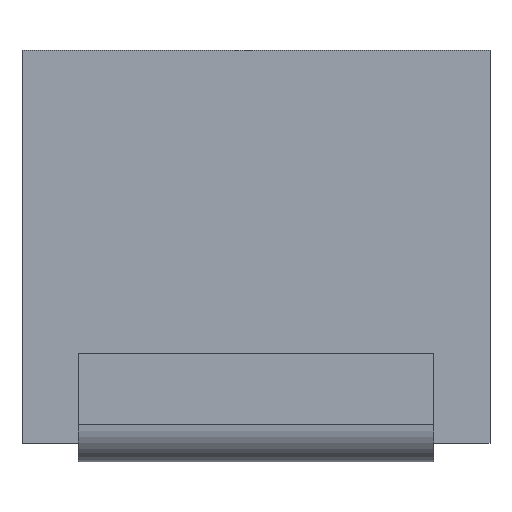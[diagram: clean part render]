
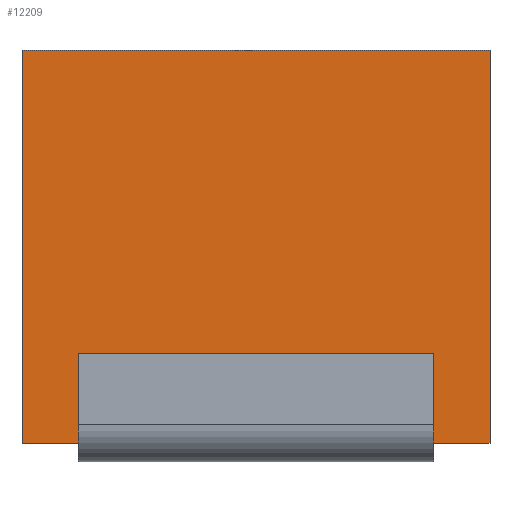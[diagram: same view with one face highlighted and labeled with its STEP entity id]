
A CAD part, left-side view. The second image highlights one B-rep face of the part: STEP entity #12209.
In plain terms, the highlighted planar face has unit normal (-1, 0, 0).
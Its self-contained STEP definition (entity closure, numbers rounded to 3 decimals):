
#265 = CARTESIAN_POINT ( 'NONE',  ( -1.4, 0.95, 0.12 ) ) ;
#271 = CARTESIAN_POINT ( 'NONE',  ( -1.4, 1.25, 0.02 ) ) ;
#359 = LINE ( 'NONE', #573, #3690 ) ;
#439 = CARTESIAN_POINT ( 'NONE',  ( -1.4, -0.95, 0.5 ) ) ;
#573 = CARTESIAN_POINT ( 'NONE',  ( -1.4, -1.25, 2.12 ) ) ;
#792 = DIRECTION ( 'NONE',  ( 0., 1., 0. ) ) ;
#928 = VERTEX_POINT ( 'NONE', #13145 ) ;
#1048 = ORIENTED_EDGE ( 'NONE', *, *, #6330, .T. ) ;
#1230 = VERTEX_POINT ( 'NONE', #265 ) ;
#1561 = CARTESIAN_POINT ( 'NONE',  ( -1.4, -1.25, 0.02 ) ) ;
#1737 = ORIENTED_EDGE ( 'NONE', *, *, #5064, .F. ) ;
#1814 = ORIENTED_EDGE ( 'NONE', *, *, #9416, .F. ) ;
#1901 = DIRECTION ( 'NONE',  ( 0., -1., 0. ) ) ;
#2246 = VECTOR ( 'NONE', #4669, 1000. ) ;
#2294 = VECTOR ( 'NONE', #7728, 1000. ) ;
#2295 = VERTEX_POINT ( 'NONE', #8840 ) ;
#2681 = EDGE_CURVE ( 'NONE', #928, #13675, #7950, .T. ) ;
#2741 = VECTOR ( 'NONE', #11528, 1000. ) ;
#2843 = CARTESIAN_POINT ( 'NONE',  ( -1.4, -1.25, 0.02 ) ) ;
#2856 = DIRECTION ( 'NONE',  ( 1., 0., 0. ) ) ;
#2894 = LINE ( 'NONE', #6067, #8499 ) ;
#3313 = CARTESIAN_POINT ( 'NONE',  ( -1.4, -0.95, 0.5 ) ) ;
#3690 = VECTOR ( 'NONE', #7094, 1000. ) ;
#3770 = EDGE_CURVE ( 'NONE', #4032, #1230, #11749, .T. ) ;
#3993 = EDGE_LOOP ( 'NONE', ( #11974, #8482, #12643, #14257, #1048, #1737, #10859, #6293, #6009, #1814 ) ) ;
#4032 = VERTEX_POINT ( 'NONE', #12236 ) ;
#4173 = VERTEX_POINT ( 'NONE', #1561 ) ;
#4432 = VERTEX_POINT ( 'NONE', #13475 ) ;
#4623 = CARTESIAN_POINT ( 'NONE',  ( -1.4, -0.95, 2.12 ) ) ;
#4669 = DIRECTION ( 'NONE',  ( 0., 0., -1. ) ) ;
#5064 = EDGE_CURVE ( 'NONE', #9937, #4173, #359, .T. ) ;
#5196 = LINE ( 'NONE', #9638, #11938 ) ;
#5764 = DIRECTION ( 'NONE',  ( 0., 0., -1. ) ) ;
#5925 = VERTEX_POINT ( 'NONE', #439 ) ;
#6009 = ORIENTED_EDGE ( 'NONE', *, *, #8006, .T. ) ;
#6067 = CARTESIAN_POINT ( 'NONE',  ( -1.4, -0.95, 0.5 ) ) ;
#6153 = LINE ( 'NONE', #2843, #12905 ) ;
#6293 = ORIENTED_EDGE ( 'NONE', *, *, #13952, .T. ) ;
#6330 = EDGE_CURVE ( 'NONE', #928, #4173, #5196, .T. ) ;
#7094 = DIRECTION ( 'NONE',  ( 0., 0., -1. ) ) ;
#7442 = DIRECTION ( 'NONE',  ( 0., -1., 0. ) ) ;
#7728 = DIRECTION ( 'NONE',  ( 0., 0., -1. ) ) ;
#7950 = LINE ( 'NONE', #4623, #11923 ) ;
#8006 = EDGE_CURVE ( 'NONE', #13140, #2295, #6153, .T. ) ;
#8438 = CARTESIAN_POINT ( 'NONE',  ( -1.4, 0.95, 0.5 ) ) ;
#8482 = ORIENTED_EDGE ( 'NONE', *, *, #9127, .F. ) ;
#8499 = VECTOR ( 'NONE', #792, 1000. ) ;
#8840 = CARTESIAN_POINT ( 'NONE',  ( -1.4, 0.95, 0.02 ) ) ;
#9017 = CARTESIAN_POINT ( 'NONE',  ( -1.4, -1.25, 2.12 ) ) ;
#9127 = EDGE_CURVE ( 'NONE', #5925, #4032, #2894, .T. ) ;
#9416 = EDGE_CURVE ( 'NONE', #1230, #2295, #13523, .T. ) ;
#9446 = FACE_OUTER_BOUND ( 'NONE', #3993, .T. ) ;
#9531 = CARTESIAN_POINT ( 'NONE',  ( -1.4, -1.25, 2.12 ) ) ;
#9638 = CARTESIAN_POINT ( 'NONE',  ( -1.4, -1.25, 0.02 ) ) ;
#9856 = VECTOR ( 'NONE', #10806, 1000. ) ;
#9937 = VERTEX_POINT ( 'NONE', #11632 ) ;
#10733 = CARTESIAN_POINT ( 'NONE',  ( -1.4, 1.25, 2.12 ) ) ;
#10806 = DIRECTION ( 'NONE',  ( 0., 0., -1. ) ) ;
#10859 = ORIENTED_EDGE ( 'NONE', *, *, #14238, .F. ) ;
#11290 = EDGE_CURVE ( 'NONE', #5925, #13675, #14347, .T. ) ;
#11357 = CARTESIAN_POINT ( 'NONE',  ( -1.4, 0.95, -0.08 ) ) ;
#11528 = DIRECTION ( 'NONE',  ( 0., 0., -1. ) ) ;
#11632 = CARTESIAN_POINT ( 'NONE',  ( -1.4, -1.25, 2.12 ) ) ;
#11729 = CARTESIAN_POINT ( 'NONE',  ( -1.4, -0.95, 0.12 ) ) ;
#11749 = LINE ( 'NONE', #8438, #2741 ) ;
#11923 = VECTOR ( 'NONE', #13613, 1000. ) ;
#11938 = VECTOR ( 'NONE', #7442, 1000. ) ;
#11974 = ORIENTED_EDGE ( 'NONE', *, *, #3770, .F. ) ;
#12178 = LINE ( 'NONE', #9017, #13555 ) ;
#12209 = ADVANCED_FACE ( 'NONE', ( #9446 ), #12809, .F. ) ;
#12236 = CARTESIAN_POINT ( 'NONE',  ( -1.4, 0.95, 0.5 ) ) ;
#12643 = ORIENTED_EDGE ( 'NONE', *, *, #11290, .T. ) ;
#12809 = PLANE ( 'NONE',  #13210 ) ;
#12905 = VECTOR ( 'NONE', #1901, 1000. ) ;
#13140 = VERTEX_POINT ( 'NONE', #271 ) ;
#13145 = CARTESIAN_POINT ( 'NONE',  ( -1.4, -0.95, 0.02 ) ) ;
#13210 = AXIS2_PLACEMENT_3D ( 'NONE', #9531, #2856, #5764 ) ;
#13244 = DIRECTION ( 'NONE',  ( 0., -1., 0. ) ) ;
#13475 = CARTESIAN_POINT ( 'NONE',  ( -1.4, 1.25, 2.12 ) ) ;
#13523 = LINE ( 'NONE', #11357, #2246 ) ;
#13555 = VECTOR ( 'NONE', #13244, 1000. ) ;
#13613 = DIRECTION ( 'NONE',  ( 0., 0., 1. ) ) ;
#13675 = VERTEX_POINT ( 'NONE', #11729 ) ;
#13952 = EDGE_CURVE ( 'NONE', #4432, #13140, #14046, .T. ) ;
#14046 = LINE ( 'NONE', #10733, #9856 ) ;
#14238 = EDGE_CURVE ( 'NONE', #4432, #9937, #12178, .T. ) ;
#14257 = ORIENTED_EDGE ( 'NONE', *, *, #2681, .F. ) ;
#14347 = LINE ( 'NONE', #3313, #2294 ) ;
